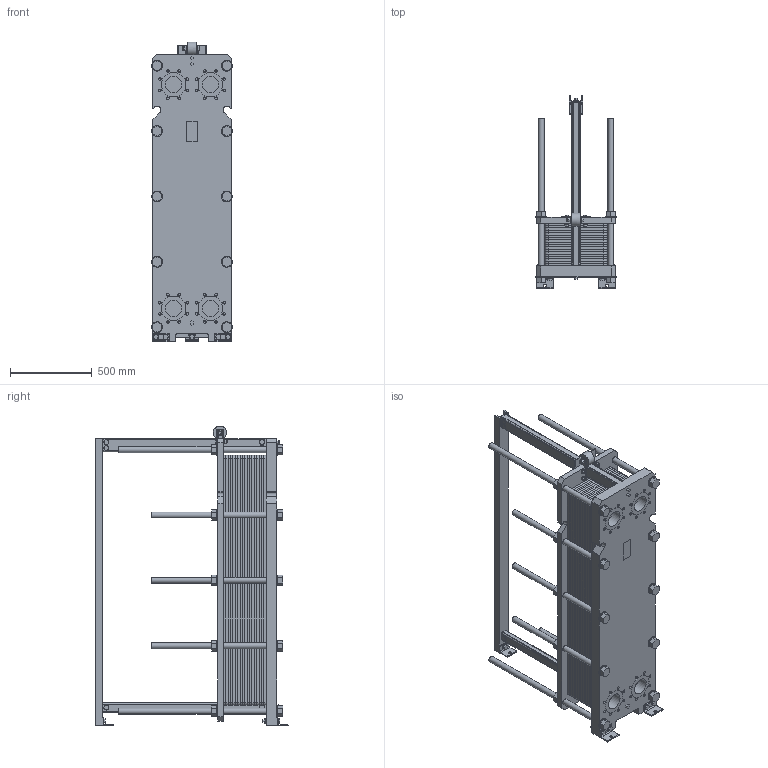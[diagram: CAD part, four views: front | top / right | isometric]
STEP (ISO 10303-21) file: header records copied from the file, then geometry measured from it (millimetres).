
FILE_DESCRIPTION(/* description */ (''),/* implementation_level */ '2;1');
FILE_NAME(/* name */ '3d_RLG-51-90-P10-8129100.stp',/* time_stamp */ '2020-07-27T08:31:41+02:00',/* author */ ('Andrzej'),/* organization */ (''),/* preprocessor_version */ 'ST-DEVELOPER v16.13',/* originating_system */ 'AutoCAD Mechanical',/* authorisation */ '');
FILE_SCHEMA (('AUTOMOTIVE_DESIGN { 1 0 10303 214 3 1 1 }'));
Length unit declared in the file: millimetre
Products named in the file (1): Product
Bounding box: 490.9 x 1175 x 1829.98 mm (x, y, z)
Volume: 244789451.3 mm3; surface area: 28233558.6 mm2
Topology: 20 solids, 22 shells, 898 faces, 3088 edges, 3193 vertices
Faces by surface type: plane 641, cylinder 257
Full cylindrical faces by diameter (mm): 12 x4, 16 x37, 18 x3, 20 x1, 24 x8, 30 x31, 36 x20, 37 x2, 66 x20, 80 x1, 100 x4, 150 x4
Entity records: 33380 total; most frequent: CARTESIAN_POINT 7281, DIRECTION 5672, ORIENTED_EDGE 4120, EDGE_CURVE 2060, LINE 1938, VECTOR 1938, AXIS2_PLACEMENT_3D 1867, VERTEX_POINT 1436
